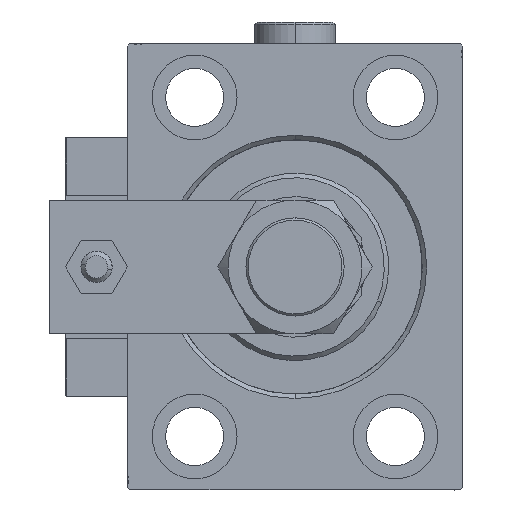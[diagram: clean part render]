
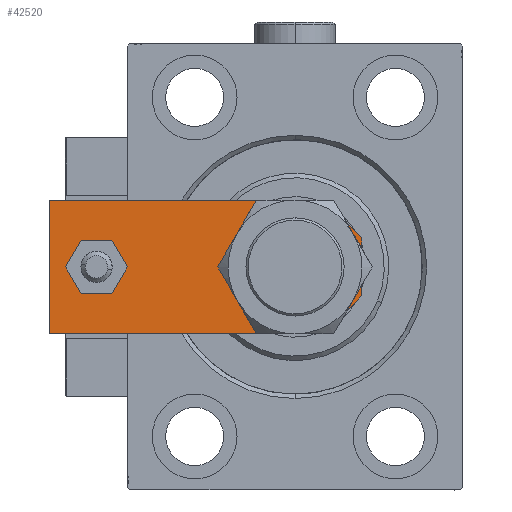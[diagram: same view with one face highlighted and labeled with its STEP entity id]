
A CAD part, left-side view. The second image highlights one B-rep face of the part: STEP entity #42520.
In plain terms, the highlighted face is planar.
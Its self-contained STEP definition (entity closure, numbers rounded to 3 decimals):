
#4 = VERTEX_POINT ( 'NONE', #34039 ) ;
#649 = DIRECTION ( 'NONE',  ( 1., 0., 0. ) ) ;
#815 = CARTESIAN_POINT ( 'NONE',  ( 0., 15., 8. ) ) ;
#1441 = ORIENTED_EDGE ( 'NONE', *, *, #42053, .T. ) ;
#2094 = ORIENTED_EDGE ( 'NONE', *, *, #35619, .F. ) ;
#2153 = VECTOR ( 'NONE', #5341, 1000. ) ;
#2459 = CARTESIAN_POINT ( 'NONE',  ( 15., 0., 8. ) ) ;
#4688 = CARTESIAN_POINT ( 'NONE',  ( 0., 59.5, 8. ) ) ;
#5341 = DIRECTION ( 'NONE',  ( 0.707, -0.707, 0. ) ) ;
#5510 = VERTEX_POINT ( 'NONE', #38794 ) ;
#6415 = EDGE_CURVE ( 'NONE', #32943, #33504, #12978, .T. ) ;
#7226 = EDGE_CURVE ( 'NONE', #25008, #4, #11134, .T. ) ;
#7325 = VECTOR ( 'NONE', #8167, 1000. ) ;
#8063 = ORIENTED_EDGE ( 'NONE', *, *, #15968, .F. ) ;
#8123 = DIRECTION ( 'NONE',  ( 0., 0., 1. ) ) ;
#8167 = DIRECTION ( 'NONE',  ( -1., 0., 0. ) ) ;
#9745 = EDGE_CURVE ( 'NONE', #23586, #25008, #46965, .T. ) ;
#10575 = VECTOR ( 'NONE', #26969, 1000. ) ;
#10715 = EDGE_CURVE ( 'NONE', #46547, #24753, #42800, .T. ) ;
#11134 = LINE ( 'NONE', #27582, #7325 ) ;
#11260 = PLANE ( 'NONE',  #11435 ) ;
#11435 = AXIS2_PLACEMENT_3D ( 'NONE', #27711, #53350, #49297 ) ;
#11658 = CIRCLE ( 'NONE', #48725, 10. ) ;
#12742 = ORIENTED_EDGE ( 'NONE', *, *, #48709, .F. ) ;
#12978 = LINE ( 'NONE', #13775, #52108 ) ;
#13486 = CARTESIAN_POINT ( 'NONE',  ( -6.5, 0., 8. ) ) ;
#13569 = DIRECTION ( 'NONE',  ( 0., 0., 1. ) ) ;
#13775 = CARTESIAN_POINT ( 'NONE',  ( -15., 0., 8. ) ) ;
#14551 = AXIS2_PLACEMENT_3D ( 'NONE', #22552, #51704, #23349 ) ;
#15311 = FACE_BOUND ( 'NONE', #51245, .T. ) ;
#15968 = EDGE_CURVE ( 'NONE', #47682, #5510, #28337, .T. ) ;
#16466 = DIRECTION ( 'NONE',  ( 1., 0., 0. ) ) ;
#17814 = CARTESIAN_POINT ( 'NONE',  ( -15., 70., 8. ) ) ;
#18894 = DIRECTION ( 'NONE',  ( 0., 1., 0. ) ) ;
#19904 = AXIS2_PLACEMENT_3D ( 'NONE', #4688, #13569, #649 ) ;
#20927 = LINE ( 'NONE', #34134, #33858 ) ;
#21206 = EDGE_LOOP ( 'NONE', ( #12742, #43024 ) ) ;
#21224 = VERTEX_POINT ( 'NONE', #25801 ) ;
#22552 = CARTESIAN_POINT ( 'NONE',  ( 0., 59.5, 8. ) ) ;
#22595 = CARTESIAN_POINT ( 'NONE',  ( 0., 15., 8. ) ) ;
#23349 = DIRECTION ( 'NONE',  ( 1., 0., 0. ) ) ;
#23586 = VERTEX_POINT ( 'NONE', #45159 ) ;
#24666 = AXIS2_PLACEMENT_3D ( 'NONE', #22595, #38800, #50412 ) ;
#24753 = VERTEX_POINT ( 'NONE', #36180 ) ;
#25008 = VERTEX_POINT ( 'NONE', #47734 ) ;
#25801 = CARTESIAN_POINT ( 'NONE',  ( -15., 8.5, 8. ) ) ;
#26439 = LINE ( 'NONE', #17814, #10575 ) ;
#26969 = DIRECTION ( 'NONE',  ( 0., -1., 0. ) ) ;
#27582 = CARTESIAN_POINT ( 'NONE',  ( 15., 70., 8. ) ) ;
#27711 = CARTESIAN_POINT ( 'NONE',  ( 0., 0., 8. ) ) ;
#28337 = CIRCLE ( 'NONE', #14551, 4. ) ;
#28475 = ORIENTED_EDGE ( 'NONE', *, *, #6415, .T. ) ;
#29122 = EDGE_CURVE ( 'NONE', #33504, #23586, #20927, .T. ) ;
#29206 = ORIENTED_EDGE ( 'NONE', *, *, #7226, .T. ) ;
#29827 = DIRECTION ( 'NONE',  ( 0.707, 0.707, 0. ) ) ;
#30635 = VECTOR ( 'NONE', #18894, 1000. ) ;
#31577 = ORIENTED_EDGE ( 'NONE', *, *, #29122, .T. ) ;
#31751 = FACE_OUTER_BOUND ( 'NONE', #50586, .T. ) ;
#32943 = VERTEX_POINT ( 'NONE', #13486 ) ;
#33504 = VERTEX_POINT ( 'NONE', #40123 ) ;
#33858 = VECTOR ( 'NONE', #29827, 1000. ) ;
#34039 = CARTESIAN_POINT ( 'NONE',  ( -15., 70., 8. ) ) ;
#34134 = CARTESIAN_POINT ( 'NONE',  ( 3.25, -3.25, 8. ) ) ;
#35263 = LINE ( 'NONE', #51472, #2153 ) ;
#35619 = EDGE_CURVE ( 'NONE', #5510, #47682, #39747, .T. ) ;
#35889 = CARTESIAN_POINT ( 'NONE',  ( 10., 15., 8. ) ) ;
#36180 = CARTESIAN_POINT ( 'NONE',  ( -10., 15., 8. ) ) ;
#38794 = CARTESIAN_POINT ( 'NONE',  ( 4., 59.5, 8. ) ) ;
#38800 = DIRECTION ( 'NONE',  ( 0., 0., 1. ) ) ;
#39747 = CIRCLE ( 'NONE', #19904, 4. ) ;
#40123 = CARTESIAN_POINT ( 'NONE',  ( 6.5, 0., 8. ) ) ;
#42053 = EDGE_CURVE ( 'NONE', #4, #21224, #26439, .T. ) ;
#42520 = ADVANCED_FACE ( 'NONE', ( #15311, #31751, #48234 ), #11260, .T. ) ;
#42800 = CIRCLE ( 'NONE', #24666, 10. ) ;
#43024 = ORIENTED_EDGE ( 'NONE', *, *, #10715, .F. ) ;
#45159 = CARTESIAN_POINT ( 'NONE',  ( 15., 8.5, 8. ) ) ;
#45674 = ORIENTED_EDGE ( 'NONE', *, *, #50086, .T. ) ;
#46174 = DIRECTION ( 'NONE',  ( 1., 0., 0. ) ) ;
#46547 = VERTEX_POINT ( 'NONE', #35889 ) ;
#46965 = LINE ( 'NONE', #2459, #30635 ) ;
#47321 = ORIENTED_EDGE ( 'NONE', *, *, #9745, .T. ) ;
#47682 = VERTEX_POINT ( 'NONE', #52430 ) ;
#47734 = CARTESIAN_POINT ( 'NONE',  ( 15., 70., 8. ) ) ;
#48234 = FACE_BOUND ( 'NONE', #21206, .T. ) ;
#48709 = EDGE_CURVE ( 'NONE', #24753, #46547, #11658, .T. ) ;
#48725 = AXIS2_PLACEMENT_3D ( 'NONE', #815, #8123, #16466 ) ;
#49297 = DIRECTION ( 'NONE',  ( 1., 0., 0. ) ) ;
#50086 = EDGE_CURVE ( 'NONE', #21224, #32943, #35263, .T. ) ;
#50412 = DIRECTION ( 'NONE',  ( 1., 0., 0. ) ) ;
#50586 = EDGE_LOOP ( 'NONE', ( #1441, #45674, #28475, #31577, #47321, #29206 ) ) ;
#51245 = EDGE_LOOP ( 'NONE', ( #8063, #2094 ) ) ;
#51472 = CARTESIAN_POINT ( 'NONE',  ( -3.25, -3.25, 8. ) ) ;
#51704 = DIRECTION ( 'NONE',  ( 0., 0., 1. ) ) ;
#52108 = VECTOR ( 'NONE', #46174, 1000. ) ;
#52430 = CARTESIAN_POINT ( 'NONE',  ( -4., 59.5, 8. ) ) ;
#53350 = DIRECTION ( 'NONE',  ( 0., 0., 1. ) ) ;
